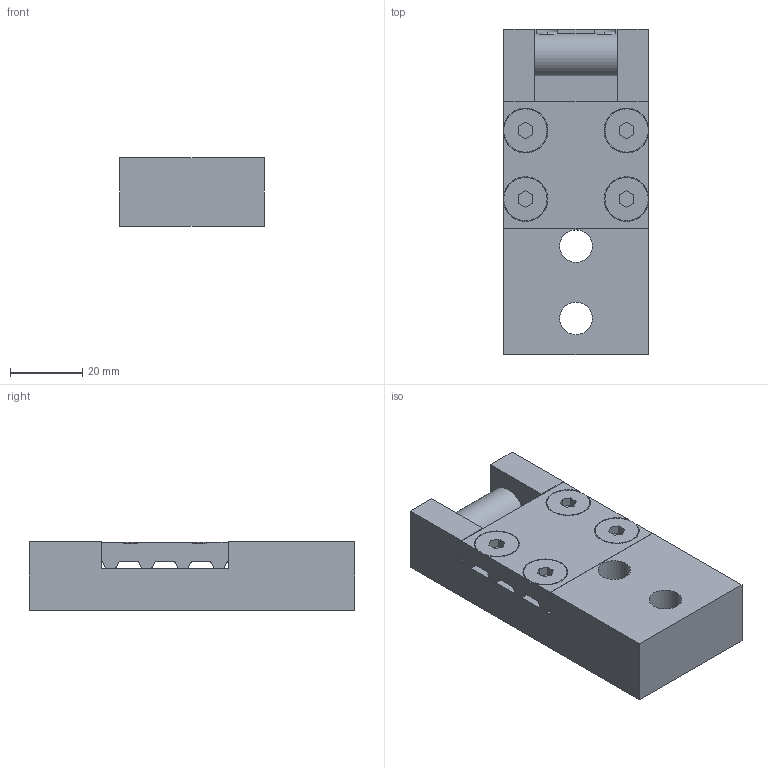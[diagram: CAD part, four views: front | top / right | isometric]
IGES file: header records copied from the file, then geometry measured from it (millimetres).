
Global section: file name: No Iges File Name specified; native system: AutoDesk Inventor R11.0; preprocessor: AutoDesk Inventor Iges Exporter R11.0; author: No Author specified; organization: No Organization specified; date: 20070910.120414; units: millimetre
Bounding box: 40 x 90 x 19 mm (x, y, z)
Volume: 55987.3 mm3; surface area: 19238.6 mm2
Topology: 2 solids, 2 shells, 154 faces, 418 edges, 278 vertices
Faces by surface type: plane 93, cylinder 23, bspline 18, revolution 16, torus 4
